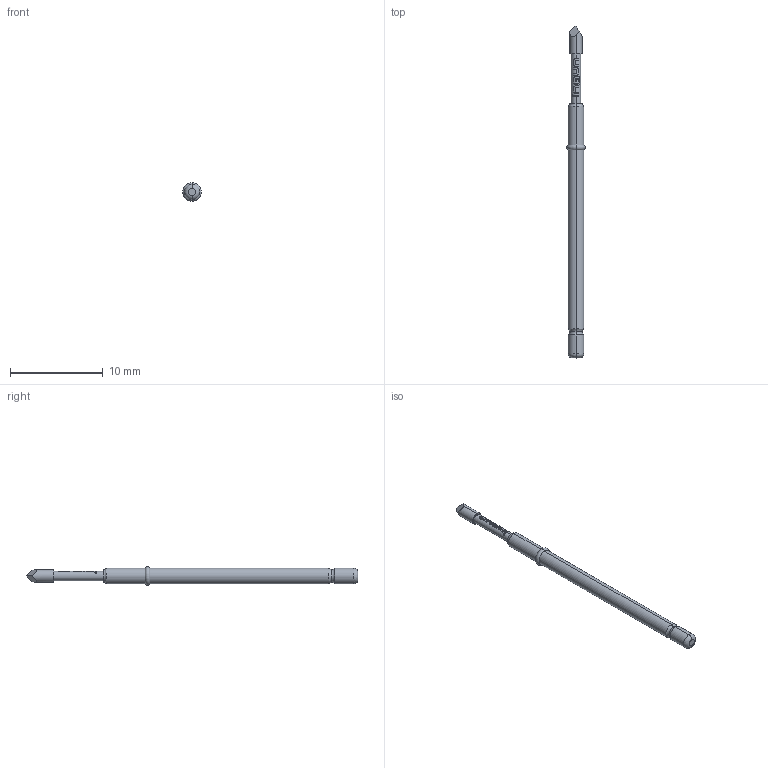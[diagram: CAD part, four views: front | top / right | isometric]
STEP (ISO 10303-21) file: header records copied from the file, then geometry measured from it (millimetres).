
FILE_DESCRIPTION (( 'STEP AP203' ), '1' );
FILE_NAME ('INGUN_GKS-112_207_130_A_xx05.STEP', '2020-07-24T07:13:21', ( '' ), ( '' ), 'SwSTEP 2.0', 'SolidWorks 2018', '' );
FILE_SCHEMA (( 'CONFIG_CONTROL_DESIGN' ));
Length unit declared in the file: millimetre
Products named in the file (1): INGUN_GKS-112_207_130_A_xx05
Bounding box: 2 x 35.7 x 2 mm (x, y, z)
Volume: 65.6 mm3; surface area: 175.9 mm2
Topology: 1 solids, 1 shells, 111 faces, 300 edges, 194 vertices
Faces by surface type: plane 40, cylinder 29, bspline 28, torus 14
Entity records: 4615 total; most frequent: CARTESIAN_POINT 2255, ORIENTED_EDGE 600, EDGE_CURVE 300, DIRECTION 283, B_SPLINE_CURVE_WITH_KNOTS 222, VERTEX_POINT 194, AXIS2_PLACEMENT_3D 126, EDGE_LOOP 114
